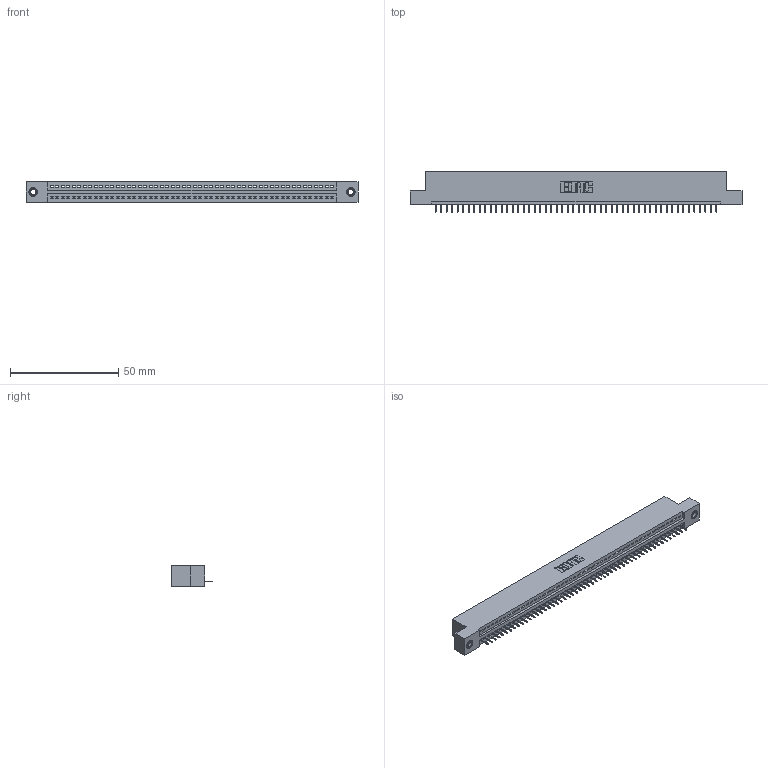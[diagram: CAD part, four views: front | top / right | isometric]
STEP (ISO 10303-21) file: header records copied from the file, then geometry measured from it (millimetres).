
FILE_DESCRIPTION (( 'STEP AP203' ), '1' );
FILE_NAME ('345-052-525-107.STEP', '2020-09-20T15:30:36', ( '' ), ( '' ), 'SwSTEP 2.0', 'SolidWorks 2020', '' );
FILE_SCHEMA (( 'CONFIG_CONTROL_DESIGN' ));
Length unit declared in the file: inch
Products named in the file (4): 345-250-001_345-250-005-103; 345 Part_Flush Mounting Lugs - 0.156 Dia-TI; 345-292-001_345-293-125; 345-052-525-107
Assembly tree (55 placements, depth 2):
  345-052-525-107
    345 Part_Flush Mounting Lugs - 0.156 Dia-TI
    345-292-001_345-293-125  x52
    345-250-001_345-250-005-103  x2
Bounding box: 153.29 x 18.72 x 9.4 mm (x, y, z)
Volume: 14415.6 mm3; surface area: 18617.5 mm2
Topology: 55 solids, 55 shells, 3410 faces, 9837 edges, 6342 vertices
Faces by surface type: plane 2504, cylinder 890, cone 12, torus 4
Entity records: 39050 total; most frequent: CARTESIAN_POINT 6743, ORIENTED_EDGE 6722, DIRECTION 5903, EDGE_CURVE 3361, LINE 3005, VECTOR 3005, VERTEX_POINT 2232, AXIS2_PLACEMENT_3D 1449
